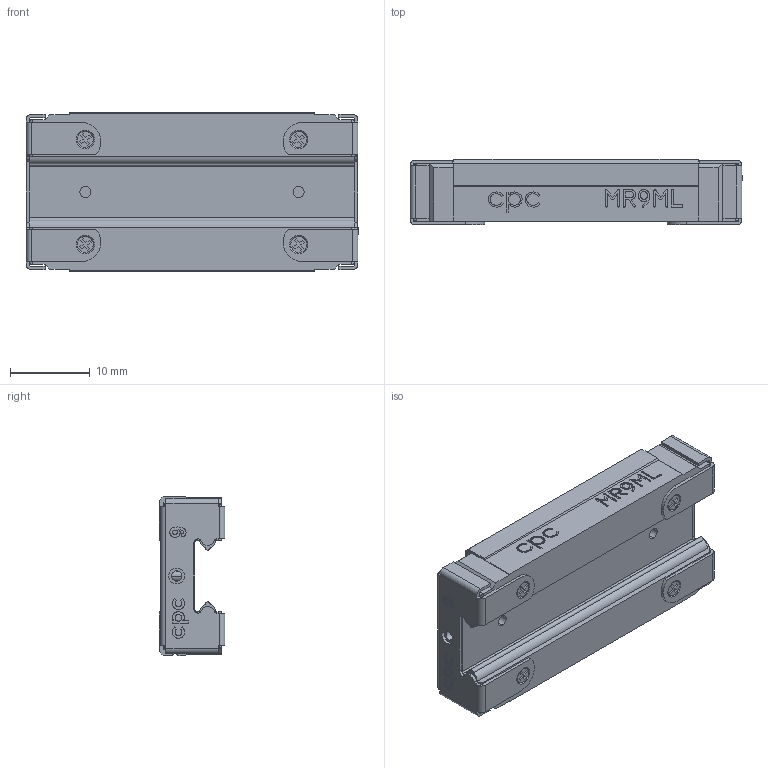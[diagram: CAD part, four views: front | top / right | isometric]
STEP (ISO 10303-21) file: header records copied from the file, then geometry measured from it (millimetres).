
FILE_DESCRIPTION (( 'STEP AP203' ), '1' );
FILE_NAME ('9ML-EE_EZ.STEP', '2009-08-03T01:52:56', ( 'cpc' ), ( '' ), 'SwSTEP 2.0', 'SolidWorks 2007', '' );
FILE_SCHEMA (( 'CONFIG_CONTROL_DESIGN' ));
Length unit declared in the file: millimetre
Products named in the file (5): 9ML-SS_ZZ-block(x1)_預設; M1x0.25-screw-2_預設; MR9M加強片-x1_預設; 9ML-EE_EZ; screwM1.4_預設_預設
Assembly tree (9 placements, depth 2):
  9ML-EE_EZ
    M1x0.25-screw-2_預設  x4
    MR9M加強片-x1_預設  x2
    9ML-SS_ZZ-block(x1)_預設
    screwM1.4_預設_預設  x2
Bounding box: 41.7 x 8.25 x 20 mm (x, y, z)
Volume: 5030.1 mm3; surface area: 4633.5 mm2
Topology: 9 solids, 9 shells, 959 faces, 2579 edges, 1698 vertices
Faces by surface type: plane 393, bspline 376, cylinder 138, cone 52
Entity records: 36296 total; most frequent: CARTESIAN_POINT 20072, ORIENTED_EDGE 3738, DIRECTION 2287, EDGE_CURVE 1869, VERTEX_POINT 1234, VECTOR 1053, LINE 1053, EDGE_LOOP 763
